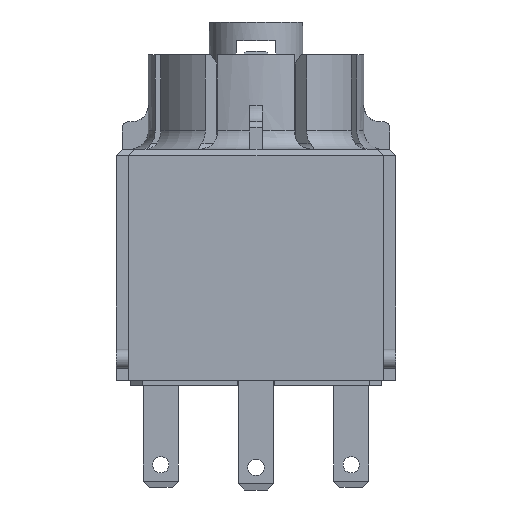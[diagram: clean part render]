
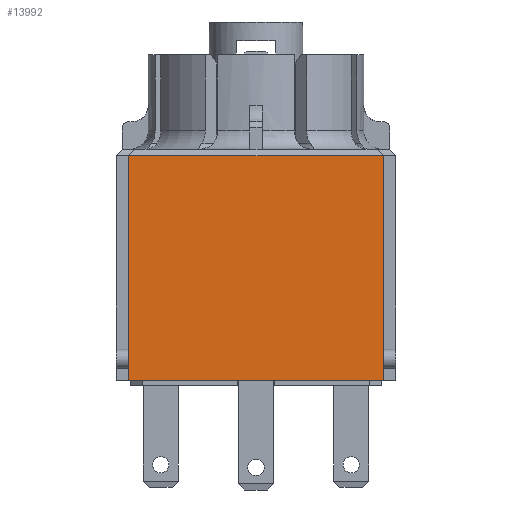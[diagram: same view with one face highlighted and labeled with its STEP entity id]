
A CAD part, front view. The second image highlights one B-rep face of the part: STEP entity #13992.
In plain terms, the highlighted planar face has unit normal (0, -1, 0).
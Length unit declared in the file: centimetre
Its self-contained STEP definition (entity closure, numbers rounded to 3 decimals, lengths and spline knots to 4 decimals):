
#1140=FACE_OUTER_BOUND('',#1930,.T.);
#1930=EDGE_LOOP('',(#9473,#9474,#9475,#9476,#9477,#9478));
#2926=LINE('',#18806,#4377);
#2927=LINE('',#18808,#4378);
#2928=LINE('',#18810,#4379);
#2929=LINE('',#18812,#4380);
#2930=LINE('',#18814,#4381);
#2931=LINE('',#18815,#4382);
#4377=VECTOR('',#15778,2.02);
#4378=VECTOR('',#15779,0.169);
#4379=VECTOR('',#15780,1.611);
#4380=VECTOR('',#15781,2.02);
#4381=VECTOR('',#15782,1.611);
#4382=VECTOR('',#15783,0.169);
#5812=VERTEX_POINT('',#18804);
#5813=VERTEX_POINT('',#18805);
#5814=VERTEX_POINT('',#18807);
#5815=VERTEX_POINT('',#18809);
#5816=VERTEX_POINT('',#18811);
#5817=VERTEX_POINT('',#18813);
#7265=EDGE_CURVE('',#5812,#5813,#2926,.T.);
#7266=EDGE_CURVE('',#5813,#5814,#2927,.T.);
#7267=EDGE_CURVE('',#5814,#5815,#2928,.T.);
#7268=EDGE_CURVE('',#5816,#5815,#2929,.T.);
#7269=EDGE_CURVE('',#5817,#5816,#2930,.T.);
#7270=EDGE_CURVE('',#5812,#5817,#2931,.T.);
#9473=ORIENTED_EDGE('',*,*,#7265,.T.);
#9474=ORIENTED_EDGE('',*,*,#7266,.T.);
#9475=ORIENTED_EDGE('',*,*,#7267,.T.);
#9476=ORIENTED_EDGE('',*,*,#7268,.F.);
#9477=ORIENTED_EDGE('',*,*,#7269,.F.);
#9478=ORIENTED_EDGE('',*,*,#7270,.F.);
#13527=PLANE('',#14790);
#13992=ADVANCED_FACE('',(#1140),#13527,.T.);
#14790=AXIS2_PLACEMENT_3D('',#18803,#15776,#15777);
#15776=DIRECTION('center_axis',(0.,-1.,0.));
#15777=DIRECTION('ref_axis',(0.,0.,-1.));
#15778=DIRECTION('',(1.,0.,0.));
#15779=DIRECTION('',(0.,0.,1.));
#15780=DIRECTION('',(0.,0.,1.));
#15781=DIRECTION('',(1.,0.,0.));
#15782=DIRECTION('',(0.,0.,1.));
#15783=DIRECTION('',(0.,0.,1.));
#18803=CARTESIAN_POINT('Origin',(-0.5509,0.1617,-0.5263));
#18804=CARTESIAN_POINT('',(-1.5609,0.1617,-0.5263));
#18805=CARTESIAN_POINT('',(0.4591,0.1617,-0.5263));
#18806=CARTESIAN_POINT('',(-1.5609,0.1617,-0.5263));
#18807=CARTESIAN_POINT('',(0.4591,0.1617,-0.3573));
#18808=CARTESIAN_POINT('',(0.4591,0.1617,-0.5263));
#18809=CARTESIAN_POINT('',(0.4591,0.1617,1.2537));
#18810=CARTESIAN_POINT('',(0.4591,0.1617,-0.5263));
#18811=CARTESIAN_POINT('',(-1.5609,0.1617,1.2537));
#18812=CARTESIAN_POINT('',(-0.5509,0.1617,1.2537));
#18813=CARTESIAN_POINT('',(-1.5609,0.1617,-0.3573));
#18814=CARTESIAN_POINT('',(-1.5609,0.1617,-0.5263));
#18815=CARTESIAN_POINT('',(-1.5609,0.1617,-0.5263));
